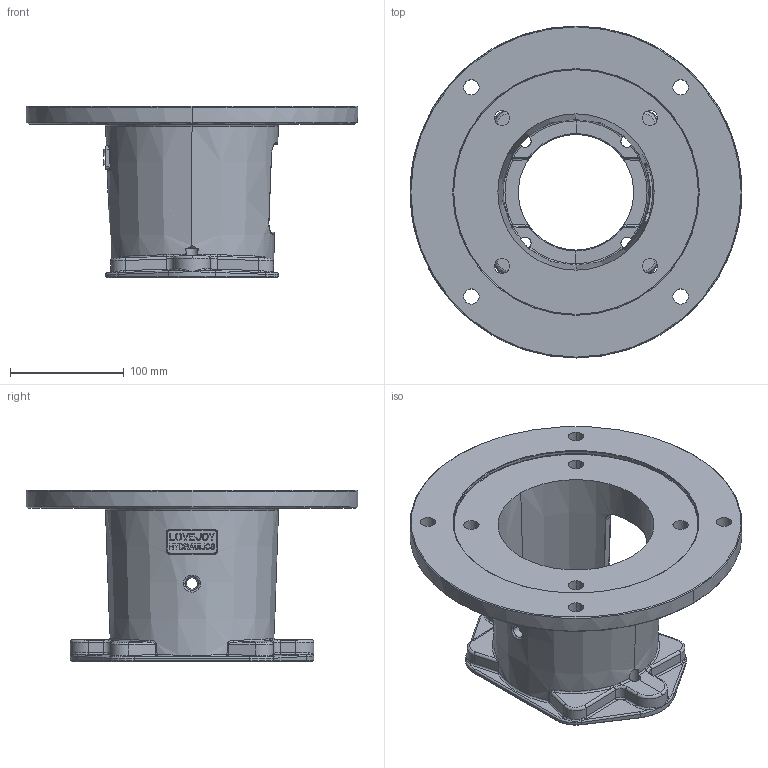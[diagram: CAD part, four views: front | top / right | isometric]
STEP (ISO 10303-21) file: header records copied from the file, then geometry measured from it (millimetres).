
FILE_DESCRIPTION((''),'2;1');
FILE_NAME('84527105219_ASM','2013-04-26T',('ppetruska'),(''),'PRO/ENGINEER BY PARAMETRIC TECHNOLOGY CORPORATION, 2012480','PRO/ENGINEER BY PARAMETRIC TECHNOLOGY CORPORATION, 2012480','');
FILE_SCHEMA(('CONFIG_CONTROL_DESIGN'));
Length unit declared in the file: inch
Products named in the file (3): 84527106041_AF1; 84527106049_AF0_ASM; 84527105219_ASM
Assembly tree (2 placements, depth 3):
  84527105219_ASM
    84527106049_AF0_ASM
      84527106041_AF1
Bounding box: 292.1 x 292.1 x 150.81 mm (x, y, z)
Volume: 1379353.5 mm3; surface area: 275074 mm2
Topology: 1 solids, 1 shells, 748 faces, 1957 edges, 1230 vertices
Faces by surface type: plane 442, bspline 137, cylinder 101, cone 40, torus 16, sphere 8, extrusion 4
Entity records: 30091 total; most frequent: CARTESIAN_POINT 12558, ORIENTED_EDGE 3914, DIRECTION 3172, EDGE_CURVE 1957, VECTOR 1320, LINE 1316, VERTEX_POINT 1230, AXIS2_PLACEMENT_3D 926
